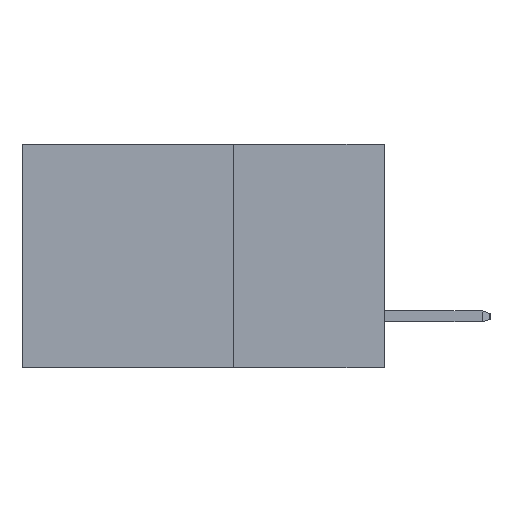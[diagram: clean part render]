
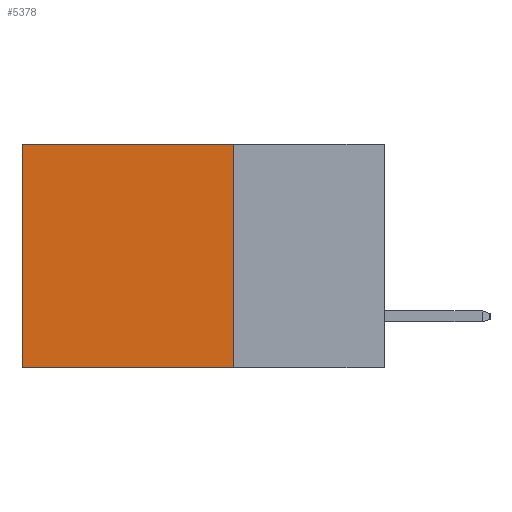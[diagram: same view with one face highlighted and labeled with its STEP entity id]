
A CAD part, left-side view. The second image highlights one B-rep face of the part: STEP entity #5378.
In plain terms, the highlighted planar face has unit normal (-1, 0, 0).
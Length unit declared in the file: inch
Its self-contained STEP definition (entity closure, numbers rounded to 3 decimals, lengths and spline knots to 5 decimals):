
#101 = LINE ( 'NONE', #7422, #5182 ) ;
#213 = CARTESIAN_POINT ( 'NONE',  ( 0.298, 0.6, -0.37 ) ) ;
#390 = FACE_OUTER_BOUND ( 'NONE', #2319, .T. ) ;
#1788 = DIRECTION ( 'NONE',  ( 0., 0., -1. ) ) ;
#1975 = DIRECTION ( 'NONE',  ( 0., 0., -1. ) ) ;
#1980 = LINE ( 'NONE', #2326, #6682 ) ;
#2101 = CARTESIAN_POINT ( 'NONE',  ( 0.298, 0.6, 0. ) ) ;
#2319 = EDGE_LOOP ( 'NONE', ( #3769, #6300, #2993, #7290 ) ) ;
#2326 = CARTESIAN_POINT ( 'NONE',  ( 0.298, 0.25, 0. ) ) ;
#2404 = VECTOR ( 'NONE', #1975, 39.37008 ) ;
#2526 = VECTOR ( 'NONE', #10526, 39.37008 ) ;
#2653 = EDGE_CURVE ( 'NONE', #4979, #9010, #6818, .T. ) ;
#2993 = ORIENTED_EDGE ( 'NONE', *, *, #5380, .F. ) ;
#3015 = CARTESIAN_POINT ( 'NONE',  ( 0.298, 0.6, 0. ) ) ;
#3295 = DIRECTION ( 'NONE',  ( 0., 1., 0. ) ) ;
#3368 = CARTESIAN_POINT ( 'NONE',  ( 0.298, 0.25, 0. ) ) ;
#3663 = AXIS2_PLACEMENT_3D ( 'NONE', #3666, #8339, #5538 ) ;
#3666 = CARTESIAN_POINT ( 'NONE',  ( 0.298, 0.25, 0. ) ) ;
#3769 = ORIENTED_EDGE ( 'NONE', *, *, #2653, .T. ) ;
#4625 = PLANE ( 'NONE',  #3663 ) ;
#4788 = CARTESIAN_POINT ( 'NONE',  ( 0.298, 0.25, -0.37 ) ) ;
#4979 = VERTEX_POINT ( 'NONE', #3015 ) ;
#5182 = VECTOR ( 'NONE', #1788, 39.37008 ) ;
#5378 = ADVANCED_FACE ( 'NONE', ( #390 ), #4625, .F. ) ;
#5380 = EDGE_CURVE ( 'NONE', #11098, #5472, #101, .T. ) ;
#5472 = VERTEX_POINT ( 'NONE', #4788 ) ;
#5538 = DIRECTION ( 'NONE',  ( 0., 0., -1. ) ) ;
#6300 = ORIENTED_EDGE ( 'NONE', *, *, #9713, .F. ) ;
#6682 = VECTOR ( 'NONE', #3295, 39.37008 ) ;
#6818 = LINE ( 'NONE', #2101, #2404 ) ;
#7290 = ORIENTED_EDGE ( 'NONE', *, *, #8425, .T. ) ;
#7422 = CARTESIAN_POINT ( 'NONE',  ( 0.298, 0.25, 0. ) ) ;
#8339 = DIRECTION ( 'NONE',  ( 1., 0., 0. ) ) ;
#8425 = EDGE_CURVE ( 'NONE', #11098, #4979, #1980, .T. ) ;
#9010 = VERTEX_POINT ( 'NONE', #213 ) ;
#9613 = CARTESIAN_POINT ( 'NONE',  ( 0.298, 0.25, -0.37 ) ) ;
#9713 = EDGE_CURVE ( 'NONE', #5472, #9010, #10334, .T. ) ;
#10334 = LINE ( 'NONE', #9613, #2526 ) ;
#10526 = DIRECTION ( 'NONE',  ( 0., 1., 0. ) ) ;
#11098 = VERTEX_POINT ( 'NONE', #3368 ) ;
